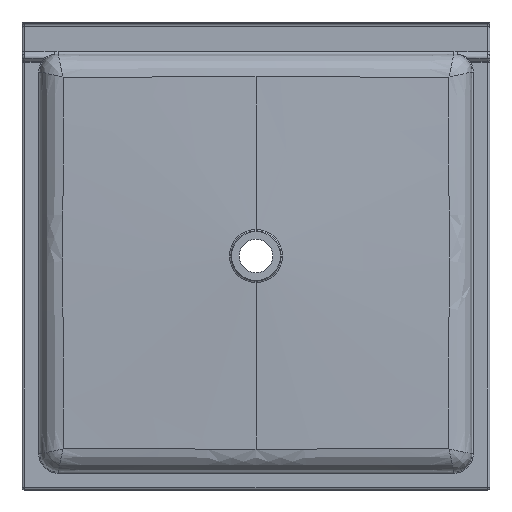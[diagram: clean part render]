
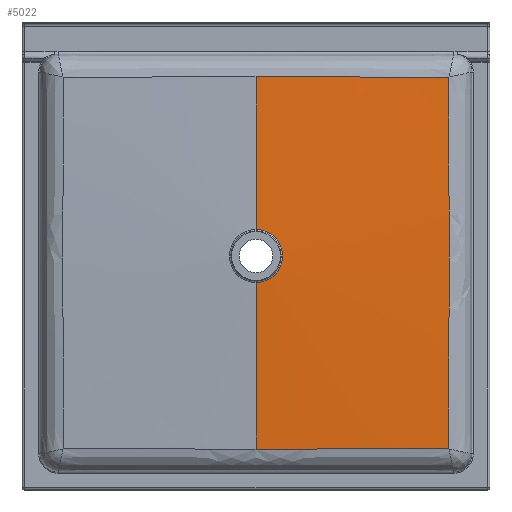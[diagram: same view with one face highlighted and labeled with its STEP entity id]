
A CAD part, front view. The second image highlights one B-rep face of the part: STEP entity #5022.
In plain terms, the highlighted conical face has half-angle 88 degrees and reference radius 59.674 mm.
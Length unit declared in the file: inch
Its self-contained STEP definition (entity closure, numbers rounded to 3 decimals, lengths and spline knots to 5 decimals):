
#67 = DIRECTION ( 'NONE',  ( 0., 0.035, -0.999 ) ) ;
#107 = CARTESIAN_POINT ( 'NONE',  ( 0., -4.06392, 2.37809 ) ) ;
#130 = EDGE_CURVE ( 'NONE', #6798, #5861, #3663, .T. ) ;
#140 = CARTESIAN_POINT ( 'NONE',  ( 0., -3.58564, 16.07416 ) ) ;
#180 = CARTESIAN_POINT ( 'NONE',  ( 0., -4.06492, 2.34936 ) ) ;
#184 = CARTESIAN_POINT ( 'NONE',  ( 5.76816, -3.51134, -17.32054 ) ) ;
#247 = CARTESIAN_POINT ( 'NONE',  ( 17.30244, -3.29248, -17.30244 ) ) ;
#262 = VERTEX_POINT ( 'NONE', #3139 ) ;
#290 = CARTESIAN_POINT ( 'NONE',  ( 17.31572, -3.46527, 9.10247 ) ) ;
#721 = CARTESIAN_POINT ( 'NONE',  ( 5.76896, -3.55271, 16.07 ) ) ;
#736 = AXIS2_PLACEMENT_3D ( 'NONE', #4412, #6748, #1523 ) ;
#760 = CARTESIAN_POINT ( 'NONE',  ( 0., -3.54199, -17.32416 ) ) ;
#797 = VERTEX_POINT ( 'NONE', #1325 ) ;
#847 = CONICAL_SURFACE ( 'NONE', #736, 2.34936, 1.536 ) ;
#860 = CARTESIAN_POINT ( 'NONE',  ( 17.3238, -3.53921, 2.15352 ) ) ;
#901 = VECTOR ( 'NONE', #2523, 39.37008 ) ;
#1120 = B_SPLINE_CURVE_WITH_KNOTS ( 'NONE', 3,
 ( #247, #2587, #4902, #7245, #2016, #4334, #6672, #1437, #3768, #6096, #860, #3191, #5516, #290, #2632, #4942, #7284, #2050 ),
 .UNSPECIFIED., .F., .F.,
 ( 4, 2, 2, 2, 2, 2, 2, 2, 4 ),
 ( 0., 0.1059, 0.21181, 0.31771, 0.42362, 0.52952, 0.63543, 0.74133, 0.84724 ),
 .UNSPECIFIED. ) ;
#1266 = CARTESIAN_POINT ( 'NONE',  ( 0., -3.58564, 16.07416 ) ) ;
#1301 = CARTESIAN_POINT ( 'NONE',  ( 11.53697, -3.45754, 16.06021 ) ) ;
#1325 = CARTESIAN_POINT ( 'NONE',  ( 17.30244, -3.29248, -17.30244 ) ) ;
#1437 = CARTESIAN_POINT ( 'NONE',  ( 17.32295, -3.53223, -3.40622 ) ) ;
#1523 = DIRECTION ( 'NONE',  ( 0., 0., 1. ) ) ;
#1672 = B_SPLINE_CURVE_WITH_KNOTS ( 'NONE', 3,
 ( #1870, #4196, #6531, #1301, #3627, #5954, #721, #3051, #5379, #140 ),
 .UNSPECIFIED., .F., .F.,
 ( 4, 2, 2, 2, 4 ),
 ( 0., 0.1099, 0.21979, 0.32969, 0.43958 ),
 .UNSPECIFIED. ) ;
#1870 = CARTESIAN_POINT ( 'NONE',  ( 17.30437, -3.32276, 16.05043 ) ) ;
#1943 = CARTESIAN_POINT ( 'NONE',  ( 14.41905, -3.36136, -17.30696 ) ) ;
#2016 = CARTESIAN_POINT ( 'NONE',  ( 17.3137, -3.4438, -10.35479 ) ) ;
#2050 = CARTESIAN_POINT ( 'NONE',  ( 17.30437, -3.32276, 16.05043 ) ) ;
#2095 = FACE_OUTER_BOUND ( 'NONE', #6984, .T. ) ;
#2523 = DIRECTION ( 'NONE',  ( 0., 0.035, 0.999 ) ) ;
#2526 = CARTESIAN_POINT ( 'NONE',  ( 7.21007, -3.49342, -17.31855 ) ) ;
#2559 = ORIENTED_EDGE ( 'NONE', *, *, #4411, .T. ) ;
#2587 = CARTESIAN_POINT ( 'NONE',  ( 17.30455, -3.32673, -15.91297 ) ) ;
#2632 = CARTESIAN_POINT ( 'NONE',  ( 17.31344, -3.44115, 10.49213 ) ) ;
#2983 = LINE ( 'NONE', #5305, #6003 ) ;
#3051 = CARTESIAN_POINT ( 'NONE',  ( 2.88463, -3.57879, 16.07323 ) ) ;
#3091 = CARTESIAN_POINT ( 'NONE',  ( 1.44214, -3.54199, -17.32416 ) ) ;
#3139 = CARTESIAN_POINT ( 'NONE',  ( 17.30437, -3.32276, 16.05043 ) ) ;
#3191 = CARTESIAN_POINT ( 'NONE',  ( 17.32151, -3.51983, 4.93325 ) ) ;
#3382 = VERTEX_POINT ( 'NONE', #5997 ) ;
#3627 = CARTESIAN_POINT ( 'NONE',  ( 10.09504, -3.48595, 16.06284 ) ) ;
#3663 = LINE ( 'NONE', #180, #901 ) ;
#3754 = EDGE_CURVE ( 'NONE', #797, #262, #1120, .T. ) ;
#3757 = DIRECTION ( 'NONE',  ( 0., -1., 0. ) ) ;
#3768 = CARTESIAN_POINT ( 'NONE',  ( 17.3239, -3.53985, -2.01637 ) ) ;
#3837 = CARTESIAN_POINT ( 'NONE',  ( 0., -4.06392, -2.37809 ) ) ;
#4014 = EDGE_CURVE ( 'NONE', #6490, #6798, #6220, .T. ) ;
#4131 = ORIENTED_EDGE ( 'NONE', *, *, #4014, .F. ) ;
#4196 = CARTESIAN_POINT ( 'NONE',  ( 15.86257, -3.35962, 16.0527 ) ) ;
#4269 = CARTESIAN_POINT ( 'NONE',  ( 15.86076, -3.32802, -17.30463 ) ) ;
#4334 = CARTESIAN_POINT ( 'NONE',  ( 17.31802, -3.48829, -7.57549 ) ) ;
#4338 = EDGE_CURVE ( 'NONE', #262, #5861, #1672, .T. ) ;
#4389 = B_SPLINE_CURVE_WITH_KNOTS ( 'NONE', 3,
 ( #760, #3091, #5420, #184, #2526, #4842, #7181, #1943, #4269, #6606 ),
 .UNSPECIFIED., .F., .F.,
 ( 4, 2, 2, 2, 4 ),
 ( 0.43953, 0.54942, 0.65931, 0.7692, 0.87908 ),
 .UNSPECIFIED. ) ;
#4411 = EDGE_CURVE ( 'NONE', #3382, #797, #4389, .T. ) ;
#4412 = CARTESIAN_POINT ( 'NONE',  ( 0., -4.06492, 0. ) ) ;
#4842 = CARTESIAN_POINT ( 'NONE',  ( 10.09377, -3.44855, -17.31413 ) ) ;
#4902 = CARTESIAN_POINT ( 'NONE',  ( 17.30679, -3.35894, -14.52346 ) ) ;
#4918 = ORIENTED_EDGE ( 'NONE', *, *, #3754, .T. ) ;
#4942 = CARTESIAN_POINT ( 'NONE',  ( 17.30885, -3.38636, 13.27134 ) ) ;
#4988 = ORIENTED_EDGE ( 'NONE', *, *, #130, .F. ) ;
#5022 = ADVANCED_FACE ( 'NONE', ( #2095 ), #847, .T. ) ;
#5305 = CARTESIAN_POINT ( 'NONE',  ( 0., -4.06492, -2.34936 ) ) ;
#5379 = CARTESIAN_POINT ( 'NONE',  ( 1.44237, -3.58564, 16.07416 ) ) ;
#5420 = CARTESIAN_POINT ( 'NONE',  ( 2.8842, -3.53564, -17.32336 ) ) ;
#5516 = CARTESIAN_POINT ( 'NONE',  ( 17.31977, -3.50463, 6.32303 ) ) ;
#5861 = VERTEX_POINT ( 'NONE', #1266 ) ;
#5954 = CARTESIAN_POINT ( 'NONE',  ( 7.21103, -3.53355, 16.06774 ) ) ;
#5997 = CARTESIAN_POINT ( 'NONE',  ( 0., -3.54199, -17.32416 ) ) ;
#6003 = VECTOR ( 'NONE', #67, 39.37008 ) ;
#6084 = DIRECTION ( 'NONE',  ( 0., 0., -1. ) ) ;
#6096 = CARTESIAN_POINT ( 'NONE',  ( 17.32433, -3.54335, 0.76352 ) ) ;
#6220 = CIRCLE ( 'NONE', #6459, 2.37809 ) ;
#6459 = AXIS2_PLACEMENT_3D ( 'NONE', #7229, #3757, #6084 ) ;
#6490 = VERTEX_POINT ( 'NONE', #3837 ) ;
#6531 = CARTESIAN_POINT ( 'NONE',  ( 14.42073, -3.39437, 16.05514 ) ) ;
#6606 = CARTESIAN_POINT ( 'NONE',  ( 17.30244, -3.29248, -17.30244 ) ) ;
#6638 = ORIENTED_EDGE ( 'NONE', *, *, #7112, .T. ) ;
#6672 = CARTESIAN_POINT ( 'NONE',  ( 17.32, -3.50643, -6.18579 ) ) ;
#6746 = ORIENTED_EDGE ( 'NONE', *, *, #4338, .T. ) ;
#6748 = DIRECTION ( 'NONE',  ( 0., 1., 0. ) ) ;
#6798 = VERTEX_POINT ( 'NONE', #107 ) ;
#6984 = EDGE_LOOP ( 'NONE', ( #4131, #6638, #2559, #4918, #6746, #4988 ) ) ;
#7112 = EDGE_CURVE ( 'NONE', #6490, #3382, #2983, .T. ) ;
#7181 = CARTESIAN_POINT ( 'NONE',  ( 11.53556, -3.42163, -17.31171 ) ) ;
#7229 = CARTESIAN_POINT ( 'NONE',  ( 0., -4.06392, 0. ) ) ;
#7245 = CARTESIAN_POINT ( 'NONE',  ( 17.31137, -3.41748, -11.74437 ) ) ;
#7284 = CARTESIAN_POINT ( 'NONE',  ( 17.30655, -3.35571, 14.66091 ) ) ;
